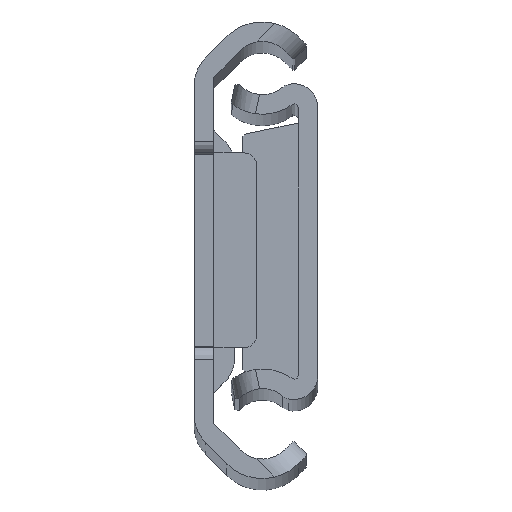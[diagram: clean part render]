
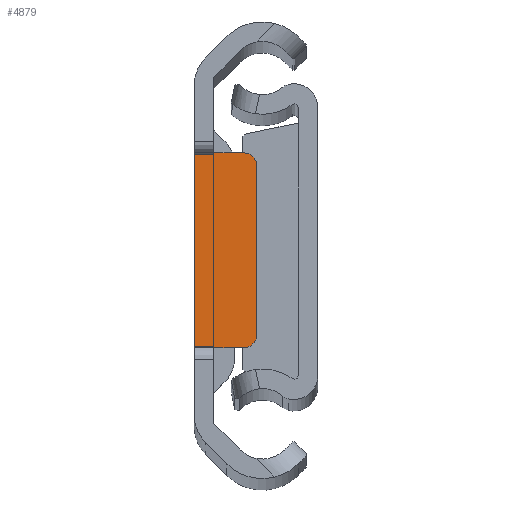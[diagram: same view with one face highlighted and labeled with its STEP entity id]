
A CAD part, top view. The second image highlights one B-rep face of the part: STEP entity #4879.
In plain terms, the highlighted planar face has unit normal (0, 0, 1).
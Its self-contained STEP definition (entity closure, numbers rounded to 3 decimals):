
#112 = VERTEX_POINT ( 'NONE', #883 ) ;
#308 = PLANE ( 'NONE',  #1609 ) ;
#402 = DIRECTION ( 'NONE',  ( -1., 0., 0. ) ) ;
#487 = DIRECTION ( 'NONE',  ( 1., 0., 0. ) ) ;
#490 = CARTESIAN_POINT ( 'NONE',  ( 3.3, 6.5, -2.2 ) ) ;
#571 = CARTESIAN_POINT ( 'NONE',  ( 2.3, 7.5, -2.2 ) ) ;
#686 = CARTESIAN_POINT ( 'NONE',  ( -1.5, 7.5, -2.2 ) ) ;
#752 = EDGE_CURVE ( 'NONE', #3509, #112, #4702, .T. ) ;
#785 = EDGE_CURVE ( 'NONE', #1530, #112, #4321, .T. ) ;
#883 = CARTESIAN_POINT ( 'NONE',  ( 0., 7.5, -2.2 ) ) ;
#962 = EDGE_CURVE ( 'NONE', #5363, #3658, #2775, .T. ) ;
#1017 = VECTOR ( 'NONE', #5650, 1000. ) ;
#1052 = CARTESIAN_POINT ( 'NONE',  ( 2.3, 6.5, -2.2 ) ) ;
#1228 = DIRECTION ( 'NONE',  ( 0., -1., 0. ) ) ;
#1414 = ORIENTED_EDGE ( 'NONE', *, *, #1454, .T. ) ;
#1454 = EDGE_CURVE ( 'NONE', #3063, #1782, #3711, .T. ) ;
#1510 = DIRECTION ( 'NONE',  ( 0., 0., 1. ) ) ;
#1530 = VERTEX_POINT ( 'NONE', #2446 ) ;
#1532 = AXIS2_PLACEMENT_3D ( 'NONE', #1052, #1510, #4902 ) ;
#1597 = FACE_OUTER_BOUND ( 'NONE', #4118, .T. ) ;
#1609 = AXIS2_PLACEMENT_3D ( 'NONE', #686, #4736, #5625 ) ;
#1622 = ORIENTED_EDGE ( 'NONE', *, *, #1624, .F. ) ;
#1624 = EDGE_CURVE ( 'NONE', #5363, #1530, #4762, .T. ) ;
#1630 = CARTESIAN_POINT ( 'NONE',  ( 3.3, -7.5, -2.2 ) ) ;
#1703 = CARTESIAN_POINT ( 'NONE',  ( -1.5, 7.5, -2.2 ) ) ;
#1782 = VERTEX_POINT ( 'NONE', #2698 ) ;
#2048 = DIRECTION ( 'NONE',  ( -1., 0., 0. ) ) ;
#2060 = CARTESIAN_POINT ( 'NONE',  ( 2.3, -6.5, -2.2 ) ) ;
#2099 = CARTESIAN_POINT ( 'NONE',  ( 3.3, 7.5, -2.2 ) ) ;
#2399 = ORIENTED_EDGE ( 'NONE', *, *, #785, .F. ) ;
#2446 = CARTESIAN_POINT ( 'NONE',  ( -1.5, 7.5, -2.2 ) ) ;
#2499 = CARTESIAN_POINT ( 'NONE',  ( 0., -7.5, -2.2 ) ) ;
#2514 = LINE ( 'NONE', #5181, #2629 ) ;
#2558 = VERTEX_POINT ( 'NONE', #490 ) ;
#2577 = ORIENTED_EDGE ( 'NONE', *, *, #752, .T. ) ;
#2618 = ORIENTED_EDGE ( 'NONE', *, *, #962, .T. ) ;
#2629 = VECTOR ( 'NONE', #2048, 1000. ) ;
#2698 = CARTESIAN_POINT ( 'NONE',  ( 3.3, -6.5, -2.2 ) ) ;
#2775 = LINE ( 'NONE', #4461, #4143 ) ;
#3063 = VERTEX_POINT ( 'NONE', #3136 ) ;
#3120 = DIRECTION ( 'NONE',  ( 1., 0., 0. ) ) ;
#3136 = CARTESIAN_POINT ( 'NONE',  ( 2.3, -7.5, -2.2 ) ) ;
#3202 = VECTOR ( 'NONE', #1228, 1000. ) ;
#3345 = DIRECTION ( 'NONE',  ( 0., 1., 0. ) ) ;
#3348 = ORIENTED_EDGE ( 'NONE', *, *, #5133, .T. ) ;
#3509 = VERTEX_POINT ( 'NONE', #571 ) ;
#3553 = CARTESIAN_POINT ( 'NONE',  ( -1.5, 7.5, -2.2 ) ) ;
#3568 = ORIENTED_EDGE ( 'NONE', *, *, #3966, .F. ) ;
#3658 = VERTEX_POINT ( 'NONE', #2499 ) ;
#3711 = CIRCLE ( 'NONE', #3887, 1. ) ;
#3887 = AXIS2_PLACEMENT_3D ( 'NONE', #2060, #5144, #3345 ) ;
#3966 = EDGE_CURVE ( 'NONE', #3063, #3658, #2514, .T. ) ;
#4118 = EDGE_LOOP ( 'NONE', ( #5660, #3348, #2577, #2399, #1622, #2618, #3568, #1414 ) ) ;
#4143 = VECTOR ( 'NONE', #487, 1000. ) ;
#4316 = CIRCLE ( 'NONE', #1532, 1. ) ;
#4321 = LINE ( 'NONE', #3553, #4778 ) ;
#4342 = CARTESIAN_POINT ( 'NONE',  ( -1.5, -7.5, -2.2 ) ) ;
#4344 = LINE ( 'NONE', #1630, #3202 ) ;
#4428 = EDGE_CURVE ( 'NONE', #2558, #1782, #4344, .T. ) ;
#4461 = CARTESIAN_POINT ( 'NONE',  ( -1.5, -7.5, -2.2 ) ) ;
#4702 = LINE ( 'NONE', #2099, #5324 ) ;
#4736 = DIRECTION ( 'NONE',  ( 0., 0., -1. ) ) ;
#4762 = LINE ( 'NONE', #1703, #1017 ) ;
#4778 = VECTOR ( 'NONE', #3120, 1000. ) ;
#4879 = ADVANCED_FACE ( 'NONE', ( #1597 ), #308, .F. ) ;
#4902 = DIRECTION ( 'NONE',  ( 0., 1., 0. ) ) ;
#5133 = EDGE_CURVE ( 'NONE', #2558, #3509, #4316, .T. ) ;
#5144 = DIRECTION ( 'NONE',  ( 0., 0., 1. ) ) ;
#5181 = CARTESIAN_POINT ( 'NONE',  ( 3.3, -7.5, -2.2 ) ) ;
#5324 = VECTOR ( 'NONE', #402, 1000. ) ;
#5363 = VERTEX_POINT ( 'NONE', #4342 ) ;
#5625 = DIRECTION ( 'NONE',  ( 0., 1., 0. ) ) ;
#5650 = DIRECTION ( 'NONE',  ( 0., 1., 0. ) ) ;
#5660 = ORIENTED_EDGE ( 'NONE', *, *, #4428, .F. ) ;
